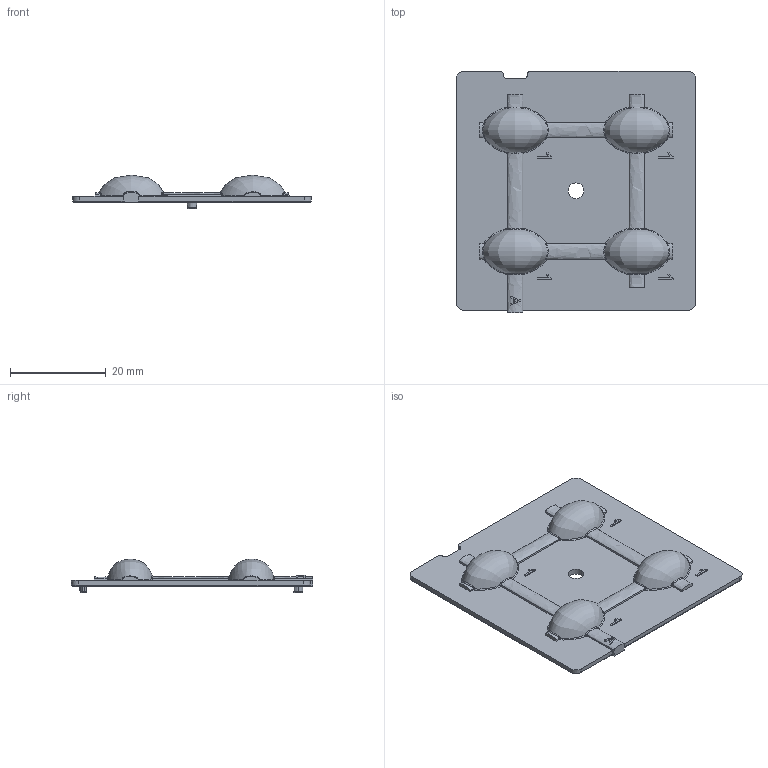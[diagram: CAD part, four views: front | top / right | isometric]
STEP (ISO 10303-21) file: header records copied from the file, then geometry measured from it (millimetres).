
FILE_DESCRIPTION (( 'STEP AP214' ), '1' );
FILE_NAME ('12765_70276_Rev-2_Customer.STEP', '2015-09-16T08:41:42', ( '' ), ( '' ), 'SwSTEP 2.0', 'SolidWorks 2014', '' );
FILE_SCHEMA (( 'AUTOMOTIVE_DESIGN' ));
Length unit declared in the file: millimetre
Products named in the file (1): 12765_70276_Rev-2_Customer
Bounding box: 50 x 50.5 x 7.05 mm (x, y, z)
Volume: 3388.7 mm3; surface area: 5756.7 mm2
Topology: 1 solids, 1 shells, 331 faces, 825 edges, 510 vertices
Faces by surface type: bspline 163, plane 90, cylinder 47, torus 16, cone 10, sphere 5
Entity records: 15957 total; most frequent: CARTESIAN_POINT 9252, ORIENTED_EDGE 1650, DIRECTION 975, EDGE_CURVE 825, VERTEX_POINT 510, EDGE_LOOP 347, AXIS2_PLACEMENT_3D 337, B_SPLINE_CURVE_WITH_KNOTS 336
